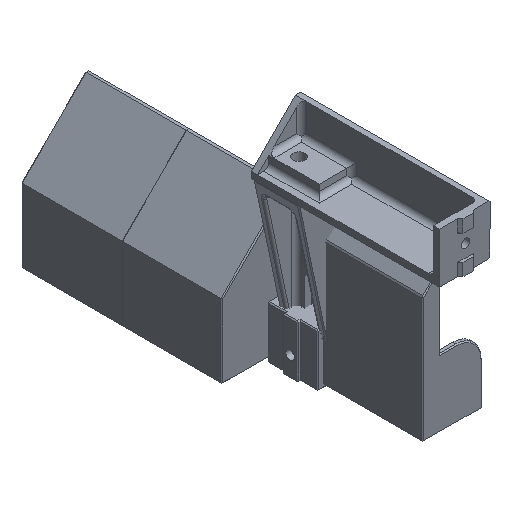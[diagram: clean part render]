
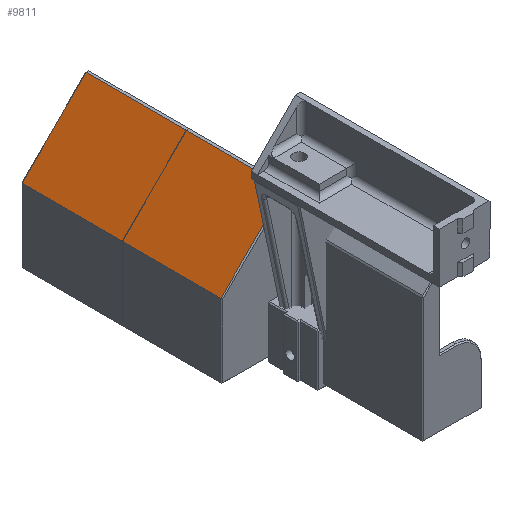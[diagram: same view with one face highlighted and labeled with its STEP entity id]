
A CAD part, isometric view. The second image highlights one B-rep face of the part: STEP entity #9811.
In plain terms, the highlighted face is planar.
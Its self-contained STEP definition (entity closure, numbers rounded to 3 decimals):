
#704=ORIENTED_EDGE('',*,*,#3424,.F.);
#705=ORIENTED_EDGE('',*,*,#3599,.T.);
#706=ORIENTED_EDGE('',*,*,#3572,.F.);
#707=ORIENTED_EDGE('',*,*,#3600,.T.);
#3424=EDGE_CURVE('',#4881,#4882,#5799,.T.);
#3572=EDGE_CURVE('',#5019,#5020,#5941,.T.);
#3599=EDGE_CURVE('',#4881,#5020,#5964,.F.);
#3600=EDGE_CURVE('',#5019,#4882,#5965,.F.);
#4881=VERTEX_POINT('',#13848);
#4882=VERTEX_POINT('',#13850);
#5019=VERTEX_POINT('',#14164);
#5020=VERTEX_POINT('',#14165);
#5799=LINE('',#13849,#6964);
#5941=LINE('',#14163,#7106);
#5964=LINE('',#14219,#7129);
#5965=LINE('',#14220,#7130);
#6964=VECTOR('',#11186,1000.);
#7106=VECTOR('',#11398,1000.);
#7129=VECTOR('',#11443,1000.);
#7130=VECTOR('',#11444,1000.);
#8162=EDGE_LOOP('',(#704,#705,#706,#707));
#8774=FACE_BOUND('',#8162,.T.);
#9380=PLANE('',#10469);
#9811=ADVANCED_FACE('',(#8774),#9380,.F.);
#10469=AXIS2_PLACEMENT_3D('',#14218,#11441,#11442);
#11186=DIRECTION('',(1.,0.,0.));
#11398=DIRECTION('',(-1.,0.,0.));
#11441=DIRECTION('',(0.,0.707,0.707));
#11442=DIRECTION('',(-1.,0.,0.));
#11443=DIRECTION('',(0.,-0.707,0.707));
#11444=DIRECTION('',(0.,0.707,-0.707));
#13848=CARTESIAN_POINT('',(-89.297,-25.015,2.));
#13849=CARTESIAN_POINT('',(50.303,-25.015,2.));
#13850=CARTESIAN_POINT('',(-10.097,-25.015,2.));
#14163=CARTESIAN_POINT('',(0.,0.485,-23.5));
#14164=CARTESIAN_POINT('',(-10.097,0.485,-23.5));
#14165=CARTESIAN_POINT('',(-89.297,0.485,-23.5));
#14218=CARTESIAN_POINT('',(0.,0.485,-23.5));
#14219=CARTESIAN_POINT('',(-89.297,0.485,-23.5));
#14220=CARTESIAN_POINT('',(-10.097,0.485,-23.5));
